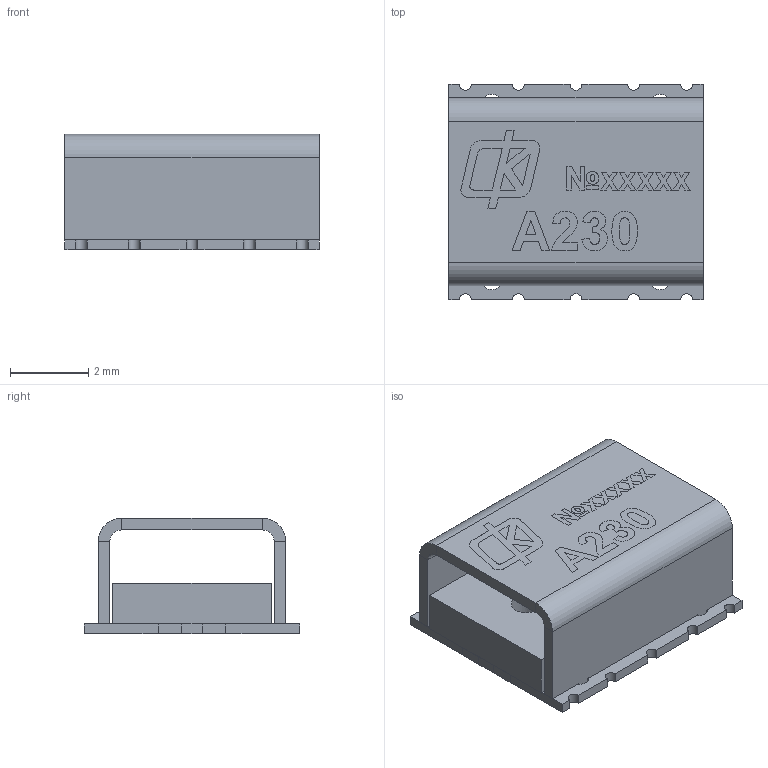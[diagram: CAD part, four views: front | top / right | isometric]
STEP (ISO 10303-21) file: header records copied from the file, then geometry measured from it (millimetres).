
FILE_DESCRIPTION(('STEP AP203'), '1');
FILE_NAME('ÍØÁÀ.434834.063_Ôèëüòð ÔÊÏ2-263-10,6-440', '', ('UNSPECIFIED'), ('UNSPECIFIED'), 'ASCON STEP Converter 1.6', 'ASCON Math Kernel', '');
FILE_SCHEMA(('CONFIG_CONTROL_DESIGN'));
Length unit declared in the file: millimetre
Products named in the file (1): НШБА.434834.063_Фильтр ФКП2-263-10,6-440
Bounding box: 6.54 x 5.5 x 2.95 mm (x, y, z)
Volume: 52.5 mm3; surface area: 289.3 mm2
Topology: 3 solids, 3 shells, 319 faces, 863 edges, 570 vertices
Faces by surface type: plane 225, cylinder 50, bspline 44
Full cylindrical faces by diameter (mm): 0.3 x22, 0.5 x4, 0.76 x3
Entity records: 16869 total; most frequent: CARTESIAN_POINT 6515, ORIENTED_EDGE 1668, DIRECTION 1359, EDGE_CURVE 834, LINE 607, VECTOR 607, VERTEX_POINT 570, EDGE_LOOP 426
